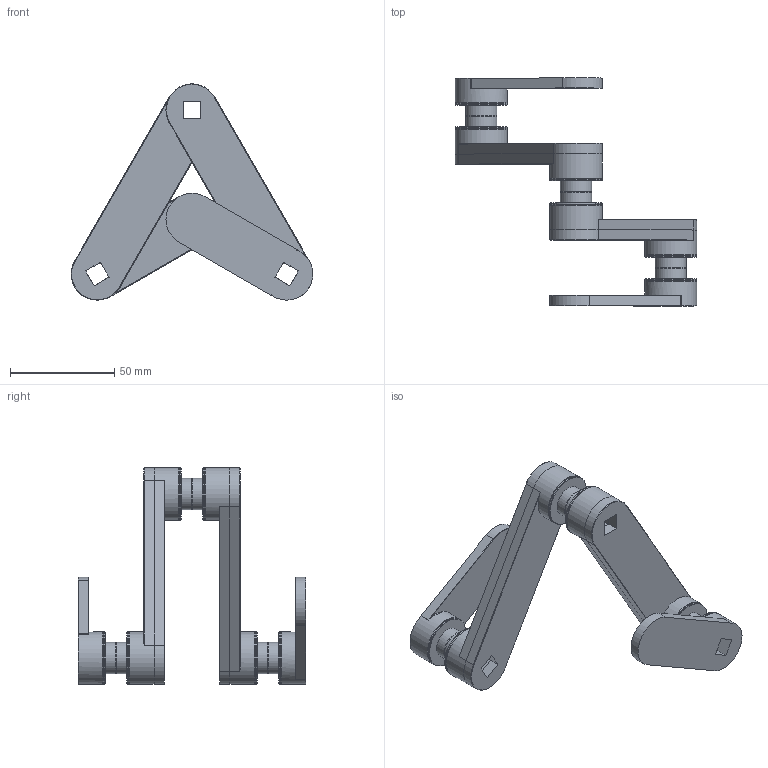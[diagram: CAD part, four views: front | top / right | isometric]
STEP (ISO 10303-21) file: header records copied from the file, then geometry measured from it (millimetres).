
FILE_DESCRIPTION(/* description */ (''),/* implementation_level */ '2;1');
FILE_NAME(/* name */ 'Cranks v19.step',/* time_stamp */ '2024-10-26T06:56:23+02:00',/* author */ (''),/* organization */ (''),/* preprocessor_version */ 'ST-DEVELOPER v20',/* originating_system */ 'Autodesk Translation Framework v13.20.0.188',/* authorisation */ '');
FILE_SCHEMA (('AUTOMOTIVE_DESIGN { 1 0 10303 214 3 1 1 }'));
Length unit declared in the file: millimetre
Products named in the file (7): Cranks; LeverShaftInsert; ChordHalfCrank; RadialHalfCrank; LeverShaftInsert_1; LeverShaftInsert_2; Component5
Assembly tree (15 placements, depth 3):
  Cranks
    RadialHalfCrank  x2
    ChordHalfCrank  x4
    LeverShaftInsert
      Component5  x2
    LeverShaftInsert_1
      Component5  x2
    LeverShaftInsert_2
      Component5  x2
Bounding box: 115.8 x 109.2 x 103.64 mm (x, y, z)
Volume: 93395.6 mm3; surface area: 49077.8 mm2
Topology: 12 solids, 12 shells, 256 faces, 574 edges, 348 vertices
Faces by surface type: plane 196, cone 32, cylinder 28
Full cylindrical faces by diameter (mm): 15 x6, 25 x12
Entity records: 2088 total; most frequent: CARTESIAN_POINT 350, DIRECTION 347, ORIENTED_EDGE 302, EDGE_CURVE 151, AXIS2_PLACEMENT_3D 116, LINE 115, VECTOR 115, VERTEX_POINT 93
